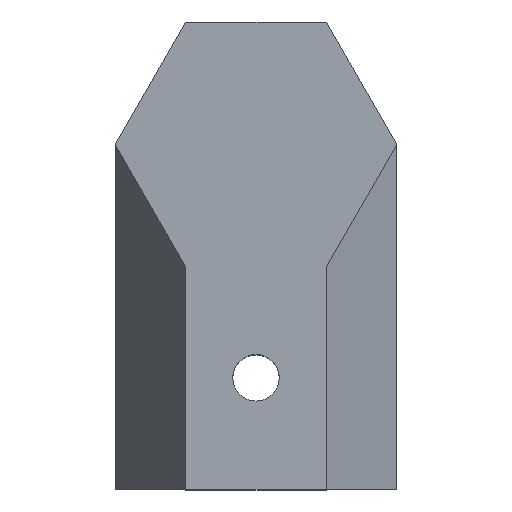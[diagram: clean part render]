
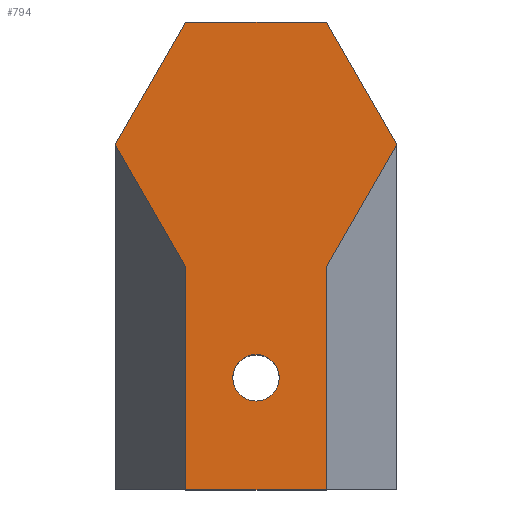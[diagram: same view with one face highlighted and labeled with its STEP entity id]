
A CAD part, top view. The second image highlights one B-rep face of the part: STEP entity #794.
In plain terms, the highlighted planar face has unit normal (0, 0, 1).
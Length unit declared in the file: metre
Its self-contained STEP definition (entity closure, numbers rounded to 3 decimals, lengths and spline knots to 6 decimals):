
#24=LINE('',#1124,#124);
#28=LINE('',#1132,#128);
#31=LINE('',#1140,#131);
#34=LINE('',#1146,#134);
#37=LINE('',#1153,#137);
#64=LINE('',#1213,#164);
#65=LINE('',#1215,#165);
#66=LINE('',#1217,#166);
#124=VECTOR('',#909,1.);
#128=VECTOR('',#915,1.);
#131=VECTOR('',#922,1.);
#134=VECTOR('',#927,1.);
#137=VECTOR('',#932,1.);
#164=VECTOR('',#983,1.);
#165=VECTOR('',#984,1.);
#166=VECTOR('',#985,1.);
#292=ORIENTED_EDGE('',*,*,#484,.F.);
#293=ORIENTED_EDGE('',*,*,#455,.T.);
#294=ORIENTED_EDGE('',*,*,#485,.F.);
#295=ORIENTED_EDGE('',*,*,#486,.T.);
#296=ORIENTED_EDGE('',*,*,#487,.T.);
#297=ORIENTED_EDGE('',*,*,#441,.T.);
#298=ORIENTED_EDGE('',*,*,#445,.T.);
#299=ORIENTED_EDGE('',*,*,#449,.T.);
#300=ORIENTED_EDGE('',*,*,#452,.T.);
#441=EDGE_CURVE('',#549,#548,#24,.T.);
#445=EDGE_CURVE('',#548,#551,#28,.T.);
#449=EDGE_CURVE('',#551,#554,#31,.T.);
#452=EDGE_CURVE('',#554,#556,#34,.T.);
#455=EDGE_CURVE('',#556,#559,#37,.T.);
#484=EDGE_CURVE('',#580,#580,#614,.T.);
#485=EDGE_CURVE('',#581,#559,#64,.T.);
#486=EDGE_CURVE('',#581,#582,#65,.T.);
#487=EDGE_CURVE('',#582,#549,#66,.T.);
#548=VERTEX_POINT('',#1123);
#549=VERTEX_POINT('',#1125);
#551=VERTEX_POINT('',#1131);
#554=VERTEX_POINT('',#1139);
#556=VERTEX_POINT('',#1145);
#559=VERTEX_POINT('',#1152);
#580=VERTEX_POINT('',#1212);
#581=VERTEX_POINT('',#1214);
#582=VERTEX_POINT('',#1216);
#614=CIRCLE('',#858,0.0026);
#637=EDGE_LOOP('',(#292));
#638=EDGE_LOOP('',(#293,#294,#295,#296,#297,#298,#299,#300));
#697=FACE_BOUND('',#637,.T.);
#698=FACE_BOUND('',#638,.T.);
#752=PLANE('',#857);
#794=ADVANCED_FACE('',(#697,#698),#752,.T.);
#857=AXIS2_PLACEMENT_3D('',#1210,#979,#980);
#858=AXIS2_PLACEMENT_3D('',#1211,#981,#982);
#909=DIRECTION('',(0.5,0.866,0.));
#915=DIRECTION('',(-0.5,0.866,0.));
#922=DIRECTION('',(-1.,0.,0.));
#927=DIRECTION('',(-0.5,-0.866,0.));
#932=DIRECTION('',(0.5,-0.866,0.));
#979=DIRECTION('',(0.,0.,1.));
#980=DIRECTION('',(1.,0.,0.));
#981=DIRECTION('',(0.,0.,1.));
#982=DIRECTION('',(1.,0.,0.));
#983=DIRECTION('',(0.,1.,0.));
#984=DIRECTION('',(1.,0.,0.));
#985=DIRECTION('',(0.,1.,0.));
#1123=CARTESIAN_POINT('',(0.015762,0.,0.051));
#1124=CARTESIAN_POINT('',(0.011821,-0.006825,0.051));
#1125=CARTESIAN_POINT('',(0.007881,-0.01365,0.051));
#1131=CARTESIAN_POINT('',(0.007881,0.01365,0.051));
#1132=CARTESIAN_POINT('',(0.011821,0.006825,0.051));
#1139=CARTESIAN_POINT('',(-0.007881,0.01365,0.051));
#1140=CARTESIAN_POINT('',(0.,0.01365,0.051));
#1145=CARTESIAN_POINT('',(-0.015762,0.,0.051));
#1146=CARTESIAN_POINT('',(-0.011821,0.006825,0.051));
#1152=CARTESIAN_POINT('',(-0.007881,-0.01365,0.051));
#1153=CARTESIAN_POINT('',(-0.011821,-0.006825,0.051));
#1210=CARTESIAN_POINT('',(0.,0.,0.051));
#1211=CARTESIAN_POINT('',(0.,-0.02615,0.051));
#1212=CARTESIAN_POINT('',(0.0026,-0.02615,0.051));
#1213=CARTESIAN_POINT('',(-0.007881,-0.03865,0.051));
#1214=CARTESIAN_POINT('',(-0.007881,-0.03865,0.051));
#1215=CARTESIAN_POINT('',(0.,-0.03865,0.051));
#1216=CARTESIAN_POINT('',(0.007881,-0.03865,0.051));
#1217=CARTESIAN_POINT('',(0.007881,-0.03865,0.051));
